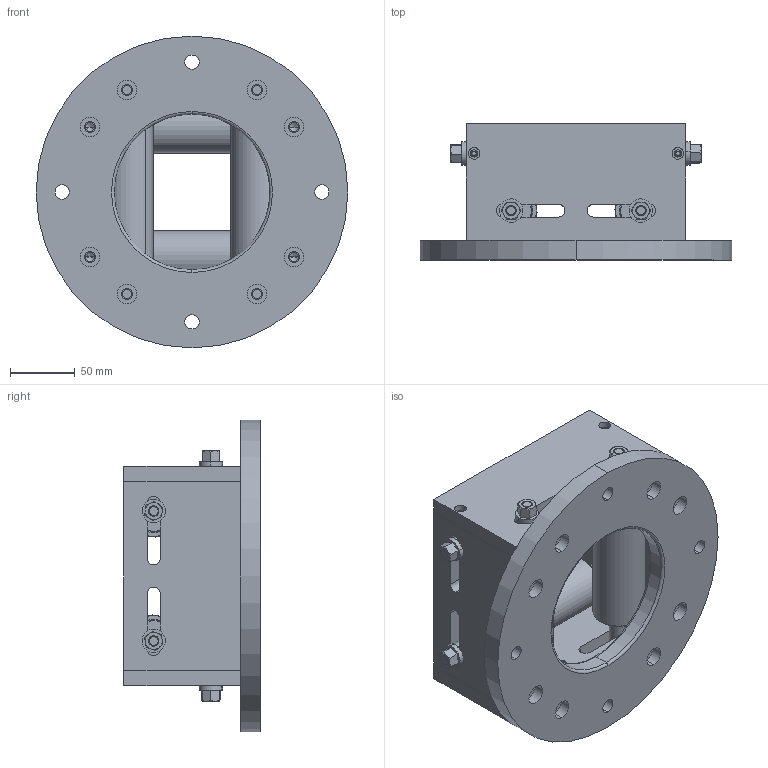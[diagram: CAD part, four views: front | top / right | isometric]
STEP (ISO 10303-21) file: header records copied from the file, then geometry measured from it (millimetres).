
FILE_DESCRIPTION (( 'STEP AP203' ), '1' );
FILE_NAME ('20675.STEP', '2025-07-01T12:01:13', ( '' ), ( '' ), 'SwSTEP 2.0', 'SolidWorks 2024', '' );
FILE_SCHEMA (( 'CONFIG_CONTROL_DESIGN' ));
Length unit declared in the file: millimetre
Products named in the file (10): 20675P2; 20675P1-2; din6331_m8; 78363; 20675P3; 20675; SKF-Bearing_15-32x9; DIN471 15; 20675P4; 20675P1
Assembly tree (23 placements, depth 3):
  20675
    20675P2  x2
    20675P3  x2
    20675P4
    din6331_m8  x8
    20675P1  x4
      20675P1-2
      78363
      SKF-Bearing_15-32x9
      DIN471 15
Bounding box: 240 x 105 x 240 mm (x, y, z)
Volume: 1521936.3 mm3; surface area: 402825.3 mm2
Topology: 37 solids, 37 shells, 862 faces, 2006 edges, 1272 vertices
Faces by surface type: cylinder 404, plane 278, cone 176, torus 4
Entity records: 8558 total; most frequent: CARTESIAN_POINT 1355, DIRECTION 1340, ORIENTED_EDGE 1094, AXIS2_PLACEMENT_3D 550, EDGE_CURVE 547, VERTEX_POINT 353, EDGE_LOOP 310, CIRCLE 291
